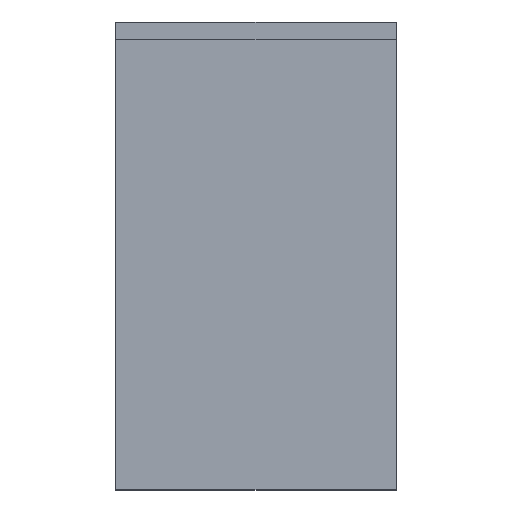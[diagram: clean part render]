
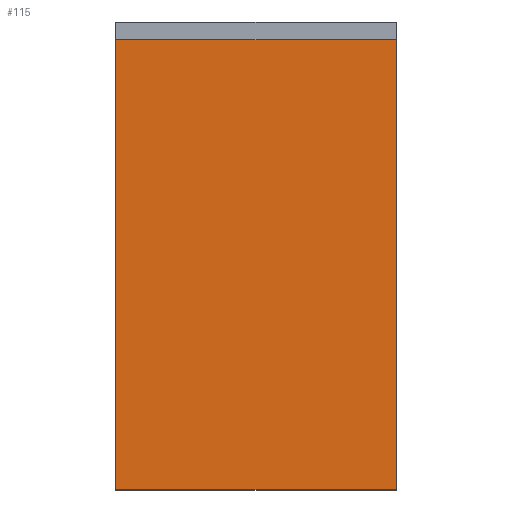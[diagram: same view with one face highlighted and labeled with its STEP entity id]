
A CAD part, top view. The second image highlights one B-rep face of the part: STEP entity #115.
In plain terms, the highlighted planar face has unit normal (0, 0, 1).
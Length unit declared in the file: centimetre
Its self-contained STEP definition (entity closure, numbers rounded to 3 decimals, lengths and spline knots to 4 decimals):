
#1 = EDGE_CURVE ( 'NONE', #433, #608, #227, .T. ) ;
#30 = DIRECTION ( 'NONE',  ( 0., -1., 0. ) ) ;
#79 = EDGE_LOOP ( 'NONE', ( #1006, #695, #762, #908 ) ) ;
#91 = LINE ( 'NONE', #893, #635 ) ;
#94 = CARTESIAN_POINT ( 'NONE',  ( 0., 0.3, 0. ) ) ;
#99 = FACE_OUTER_BOUND ( 'NONE', #79, .T. ) ;
#115 = ADVANCED_FACE ( 'NONE', ( #99 ), #336, .F. ) ;
#140 = EDGE_CURVE ( 'NONE', #504, #646, #172, .T. ) ;
#156 = AXIS2_PLACEMENT_3D ( 'NONE', #94, #177, #182 ) ;
#172 = LINE ( 'NONE', #894, #603 ) ;
#177 = DIRECTION ( 'NONE',  ( 0., 0., -1. ) ) ;
#182 = DIRECTION ( 'NONE',  ( -1., 0., 0. ) ) ;
#190 = DIRECTION ( 'NONE',  ( 1., 0., 0. ) ) ;
#215 = DIRECTION ( 'NONE',  ( 0., -1., 0. ) ) ;
#227 = LINE ( 'NONE', #385, #798 ) ;
#336 = PLANE ( 'NONE',  #156 ) ;
#385 = CARTESIAN_POINT ( 'NONE',  ( 0., 0., 0. ) ) ;
#400 = CARTESIAN_POINT ( 'NONE',  ( 0., 0., 0. ) ) ;
#420 = CARTESIAN_POINT ( 'NONE',  ( 8., 0., 0. ) ) ;
#433 = VERTEX_POINT ( 'NONE', #400 ) ;
#434 = CARTESIAN_POINT ( 'NONE',  ( 0., 0.3, 0. ) ) ;
#504 = VERTEX_POINT ( 'NONE', #730 ) ;
#506 = CARTESIAN_POINT ( 'NONE',  ( 8., 12.83, 0. ) ) ;
#517 = EDGE_CURVE ( 'NONE', #646, #608, #91, .T. ) ;
#603 = VECTOR ( 'NONE', #190, 100. ) ;
#608 = VERTEX_POINT ( 'NONE', #420 ) ;
#635 = VECTOR ( 'NONE', #30, 100. ) ;
#646 = VERTEX_POINT ( 'NONE', #506 ) ;
#674 = EDGE_CURVE ( 'NONE', #504, #433, #994, .T. ) ;
#695 = ORIENTED_EDGE ( 'NONE', *, *, #674, .T. ) ;
#701 = DIRECTION ( 'NONE',  ( 1., 0., 0. ) ) ;
#703 = VECTOR ( 'NONE', #215, 100. ) ;
#730 = CARTESIAN_POINT ( 'NONE',  ( 0., 12.83, 0. ) ) ;
#762 = ORIENTED_EDGE ( 'NONE', *, *, #1, .T. ) ;
#798 = VECTOR ( 'NONE', #701, 100. ) ;
#893 = CARTESIAN_POINT ( 'NONE',  ( 8., 0.3, 0. ) ) ;
#894 = CARTESIAN_POINT ( 'NONE',  ( 8., 12.83, 0. ) ) ;
#908 = ORIENTED_EDGE ( 'NONE', *, *, #517, .F. ) ;
#994 = LINE ( 'NONE', #434, #703 ) ;
#1006 = ORIENTED_EDGE ( 'NONE', *, *, #140, .F. ) ;
